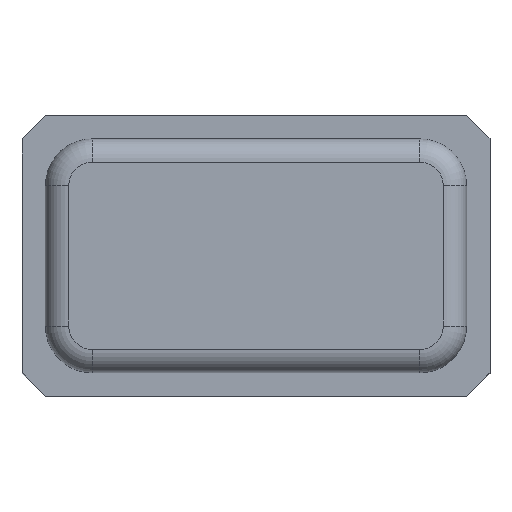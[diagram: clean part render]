
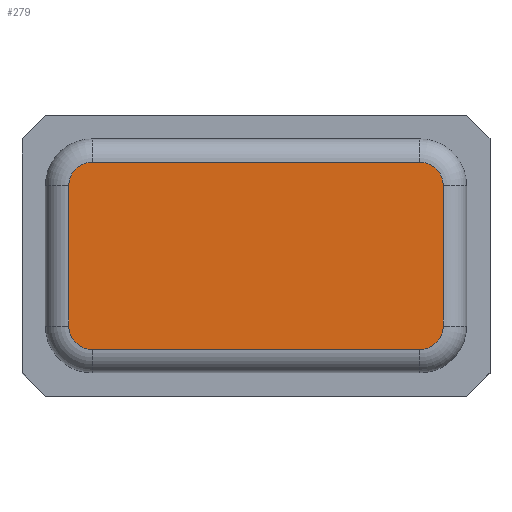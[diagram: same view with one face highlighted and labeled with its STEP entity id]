
A CAD part, top view. The second image highlights one B-rep face of the part: STEP entity #279.
In plain terms, the highlighted planar face has unit normal (0, 0, 1).
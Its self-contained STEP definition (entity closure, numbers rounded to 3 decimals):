
#14 = VECTOR ( 'NONE', #141, 1000. ) ;
#20 = CARTESIAN_POINT ( 'NONE',  ( -0.7, 0.4, 0.6 ) ) ;
#32 = CARTESIAN_POINT ( 'NONE',  ( 0.7, -0.3, 0.6 ) ) ;
#42 = CIRCLE ( 'NONE', #287, 0.1 ) ;
#58 = CARTESIAN_POINT ( 'NONE',  ( -0.7, -0.3, 0.6 ) ) ;
#86 = CARTESIAN_POINT ( 'NONE',  ( 0.7, 0.3, 0.6 ) ) ;
#87 = AXIS2_PLACEMENT_3D ( 'NONE', #86, #101, #251 ) ;
#101 = DIRECTION ( 'NONE',  ( 0., 0., -1. ) ) ;
#121 = ORIENTED_EDGE ( 'NONE', *, *, #224, .F. ) ;
#123 = AXIS2_PLACEMENT_3D ( 'NONE', #58, #212, #144 ) ;
#139 = CARTESIAN_POINT ( 'NONE',  ( -0.7, -0.4, 0.6 ) ) ;
#141 = DIRECTION ( 'NONE',  ( 1., 0., 0. ) ) ;
#144 = DIRECTION ( 'NONE',  ( 1., 0., 0. ) ) ;
#145 = CARTESIAN_POINT ( 'NONE',  ( -0.8, -0.5, 0.6 ) ) ;
#153 = LINE ( 'NONE', #965, #14 ) ;
#212 = DIRECTION ( 'NONE',  ( 0., 0., -1. ) ) ;
#224 = EDGE_CURVE ( 'NONE', #891, #395, #396, .T. ) ;
#228 = EDGE_CURVE ( 'NONE', #560, #361, #153, .T. ) ;
#245 = ORIENTED_EDGE ( 'NONE', *, *, #866, .T. ) ;
#251 = DIRECTION ( 'NONE',  ( 1., 0., 0. ) ) ;
#262 = DIRECTION ( 'NONE',  ( 0., 0., -1. ) ) ;
#264 = VERTEX_POINT ( 'NONE', #906 ) ;
#279 = ADVANCED_FACE ( 'NONE', ( #857 ), #750, .T. ) ;
#287 = AXIS2_PLACEMENT_3D ( 'NONE', #32, #262, #1031 ) ;
#300 = ORIENTED_EDGE ( 'NONE', *, *, #305, .F. ) ;
#305 = EDGE_CURVE ( 'NONE', #921, #384, #975, .T. ) ;
#321 = AXIS2_PLACEMENT_3D ( 'NONE', #585, #835, #430 ) ;
#352 = ORIENTED_EDGE ( 'NONE', *, *, #908, .F. ) ;
#361 = VERTEX_POINT ( 'NONE', #596 ) ;
#368 = ORIENTED_EDGE ( 'NONE', *, *, #228, .T. ) ;
#384 = VERTEX_POINT ( 'NONE', #582 ) ;
#395 = VERTEX_POINT ( 'NONE', #20 ) ;
#396 = CIRCLE ( 'NONE', #755, 0.1 ) ;
#416 = LINE ( 'NONE', #145, #960 ) ;
#430 = DIRECTION ( 'NONE',  ( 1., 0., 0. ) ) ;
#452 = EDGE_LOOP ( 'NONE', ( #352, #368, #879, #245, #300, #572, #121, #763 ) ) ;
#460 = DIRECTION ( 'NONE',  ( -1., 0., 0. ) ) ;
#504 = VECTOR ( 'NONE', #1072, 1000. ) ;
#515 = EDGE_CURVE ( 'NONE', #264, #361, #42, .T. ) ;
#560 = VERTEX_POINT ( 'NONE', #139 ) ;
#561 = EDGE_CURVE ( 'NONE', #921, #395, #897, .T. ) ;
#572 = ORIENTED_EDGE ( 'NONE', *, *, #561, .T. ) ;
#582 = CARTESIAN_POINT ( 'NONE',  ( 0.8, 0.3, 0.6 ) ) ;
#585 = CARTESIAN_POINT ( 'NONE',  ( 0., 0., 0.6 ) ) ;
#596 = CARTESIAN_POINT ( 'NONE',  ( 0.7, -0.4, 0.6 ) ) ;
#639 = CARTESIAN_POINT ( 'NONE',  ( -0.8, 0.3, 0.6 ) ) ;
#668 = VECTOR ( 'NONE', #460, 1000. ) ;
#707 = EDGE_CURVE ( 'NONE', #891, #968, #416, .T. ) ;
#726 = DIRECTION ( 'NONE',  ( 1., 0., 0. ) ) ;
#738 = CARTESIAN_POINT ( 'NONE',  ( 0.8, 0.5, 0.6 ) ) ;
#745 = DIRECTION ( 'NONE',  ( 0., 0., -1. ) ) ;
#750 = PLANE ( 'NONE',  #321 ) ;
#755 = AXIS2_PLACEMENT_3D ( 'NONE', #800, #745, #726 ) ;
#763 = ORIENTED_EDGE ( 'NONE', *, *, #707, .T. ) ;
#800 = CARTESIAN_POINT ( 'NONE',  ( -0.7, 0.3, 0.6 ) ) ;
#835 = DIRECTION ( 'NONE',  ( 0., 0., 1. ) ) ;
#857 = FACE_OUTER_BOUND ( 'NONE', #452, .T. ) ;
#866 = EDGE_CURVE ( 'NONE', #264, #384, #940, .T. ) ;
#869 = CARTESIAN_POINT ( 'NONE',  ( 0.7, 0.4, 0.6 ) ) ;
#879 = ORIENTED_EDGE ( 'NONE', *, *, #515, .F. ) ;
#891 = VERTEX_POINT ( 'NONE', #639 ) ;
#897 = LINE ( 'NONE', #1043, #668 ) ;
#906 = CARTESIAN_POINT ( 'NONE',  ( 0.8, -0.3, 0.6 ) ) ;
#908 = EDGE_CURVE ( 'NONE', #560, #968, #917, .T. ) ;
#917 = CIRCLE ( 'NONE', #123, 0.1 ) ;
#921 = VERTEX_POINT ( 'NONE', #869 ) ;
#940 = LINE ( 'NONE', #738, #504 ) ;
#960 = VECTOR ( 'NONE', #1048, 1000. ) ;
#965 = CARTESIAN_POINT ( 'NONE',  ( 0.9, -0.4, 0.6 ) ) ;
#968 = VERTEX_POINT ( 'NONE', #1070 ) ;
#975 = CIRCLE ( 'NONE', #87, 0.1 ) ;
#1031 = DIRECTION ( 'NONE',  ( 1., 0., 0. ) ) ;
#1043 = CARTESIAN_POINT ( 'NONE',  ( -0.9, 0.4, 0.6 ) ) ;
#1048 = DIRECTION ( 'NONE',  ( 0., -1., 0. ) ) ;
#1070 = CARTESIAN_POINT ( 'NONE',  ( -0.8, -0.3, 0.6 ) ) ;
#1072 = DIRECTION ( 'NONE',  ( 0., 1., 0. ) ) ;
